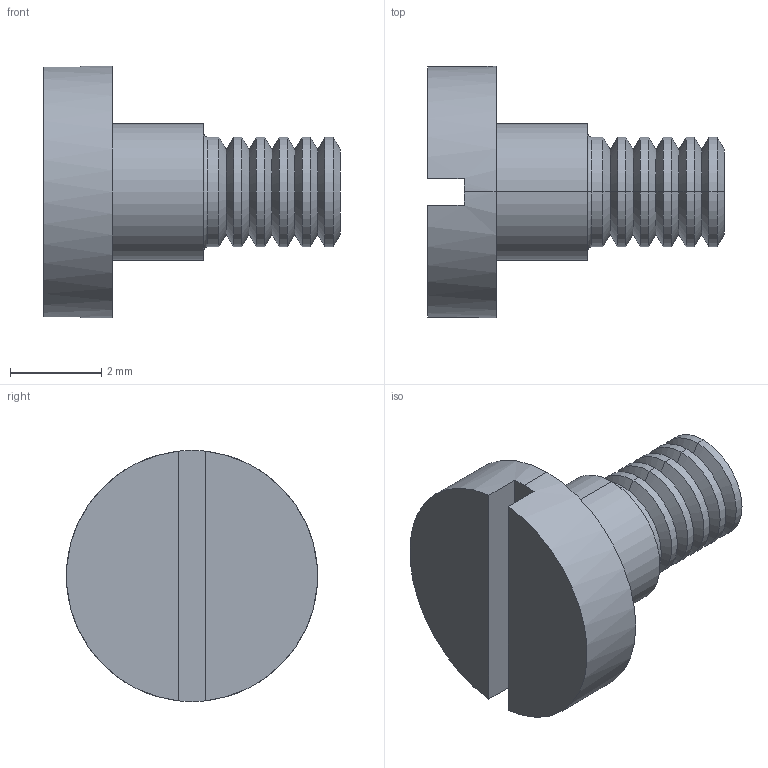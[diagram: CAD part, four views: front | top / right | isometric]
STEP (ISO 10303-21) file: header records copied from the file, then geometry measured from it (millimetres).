
FILE_DESCRIPTION (( 'STEP AP214' ), '1' );
FILE_NAME ('Carriage - Bell Clapper Screw M2.4 x 5 x 3.STEP', '2025-07-06T08:34:36', ( '' ), ( '' ), 'SwSTEP 2.0', 'SolidWorks 2025', '' );
FILE_SCHEMA (( 'AUTOMOTIVE_DESIGN' ));
Length unit declared in the file: millimetre
Products named in the file (1): Carriage - Bell Clapper Screw M2.4 x 5 x 3_KS 1021 FF - M2.2 x 6-S
Bounding box: 6.5 x 5.5 x 5.5 mm (x, y, z)
Volume: 59 mm3; surface area: 130.8 mm2
Topology: 1 solids, 1 shells, 48 faces, 98 edges, 54 vertices
Faces by surface type: cone 22, cylinder 16, plane 8, torus 2
Entity records: 1276 total; most frequent: DIRECTION 248, CARTESIAN_POINT 201, ORIENTED_EDGE 196, AXIS2_PLACEMENT_3D 101, EDGE_CURVE 98, VERTEX_POINT 54, CIRCLE 52, EDGE_LOOP 50
